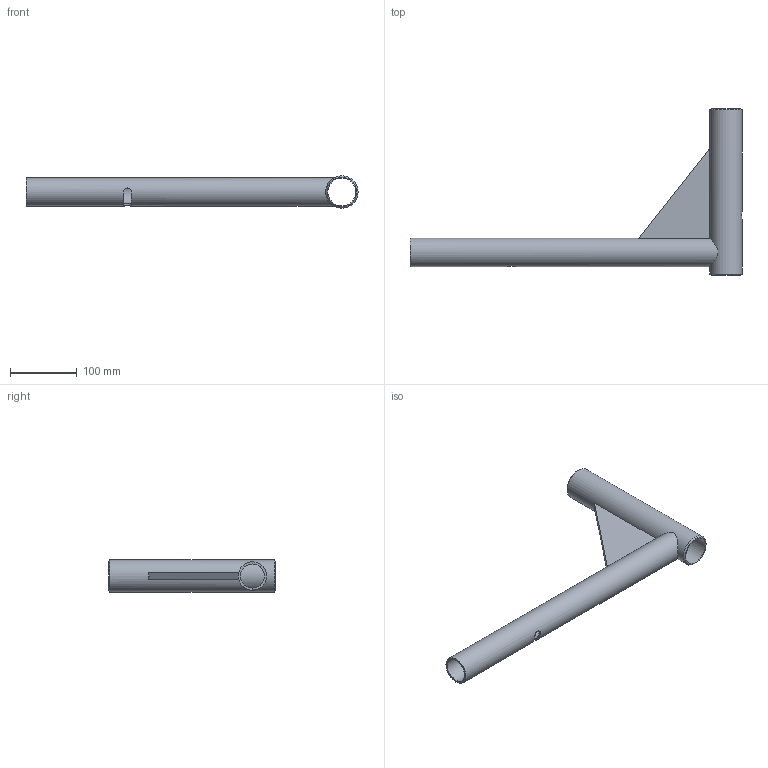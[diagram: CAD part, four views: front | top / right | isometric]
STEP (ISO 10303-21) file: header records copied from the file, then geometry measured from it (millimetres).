
FILE_DESCRIPTION(/* description */ (''),/* implementation_level */ '2;1');
FILE_NAME(/* name */ 'SoclePupitre.stp',/* time_stamp */ '2022-12-23T16:33:55+01:00',/* author */ ('MMascioF'),/* organization */ (''),/* preprocessor_version */ 'ST-DEVELOPER v18.1',/* originating_system */ 'Autodesk Inventor 2021',/* authorisation */ '');
FILE_SCHEMA (('AUTOMOTIVE_DESIGN { 1 0 10303 214 3 1 1 }'));
Length unit declared in the file: millimetre
Products named in the file (1): SoclePupitre
Bounding box: 497.3 x 250 x 48.3 mm (x, y, z)
Volume: 361251.9 mm3; surface area: 198705.6 mm2
Topology: 1 solids, 1 shells, 29 faces, 108 edges, 100 vertices
Faces by surface type: plane 18, cylinder 8, cone 3
Full cylindrical faces by diameter (mm): 12 x1, 36 x1, 41.9 x1, 42.4 x1, 48.3 x1
Entity records: 1391 total; most frequent: CARTESIAN_POINT 492, DIRECTION 171, ORIENTED_EDGE 162, EDGE_CURVE 81, AXIS2_PLACEMENT_3D 65, VERTEX_POINT 53, LINE 41, VECTOR 41
